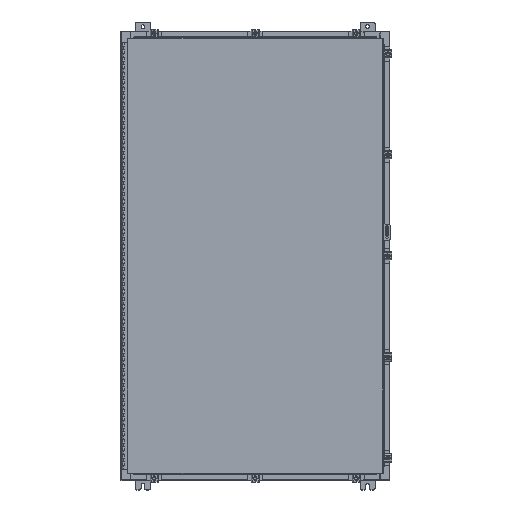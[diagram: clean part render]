
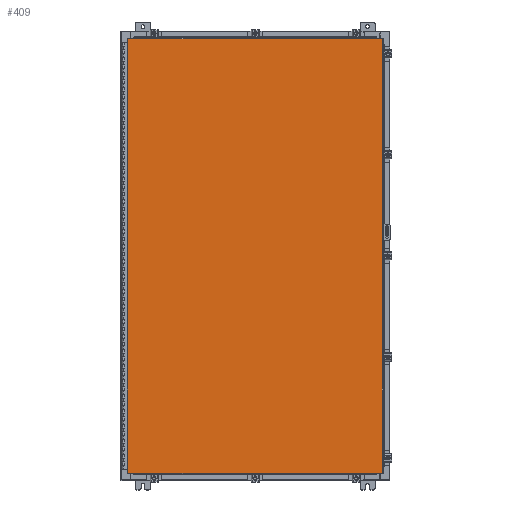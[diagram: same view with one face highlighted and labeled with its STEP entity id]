
A CAD part, top view. The second image highlights one B-rep face of the part: STEP entity #409.
In plain terms, the highlighted planar face has unit normal (0, 0, 1).
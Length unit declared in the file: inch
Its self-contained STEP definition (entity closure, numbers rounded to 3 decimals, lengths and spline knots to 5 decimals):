
#403 = VECTOR ( 'NONE', #12833, 39.37008 ) ;
#409 = ADVANCED_FACE ( 'NONE', ( #11897 ), #21359, .F. ) ;
#988 = CARTESIAN_POINT ( 'NONE',  ( 16.9903, -29.0063, 0. ) ) ;
#1909 = LINE ( 'NONE', #37053, #403 ) ;
#1910 = AXIS2_PLACEMENT_3D ( 'NONE', #20847, #22173, #22594 ) ;
#2416 = VERTEX_POINT ( 'NONE', #37028 ) ;
#2711 = EDGE_CURVE ( 'NONE', #2416, #16152, #38317, .T. ) ;
#4378 = ORIENTED_EDGE ( 'NONE', *, *, #29459, .T. ) ;
#8164 = DIRECTION ( 'NONE',  ( 0., 1., 0. ) ) ;
#8672 = ORIENTED_EDGE ( 'NONE', *, *, #61879, .T. ) ;
#9454 = VECTOR ( 'NONE', #33738, 39.37008 ) ;
#10577 = ORIENTED_EDGE ( 'NONE', *, *, #52795, .T. ) ;
#11897 = FACE_OUTER_BOUND ( 'NONE', #26634, .T. ) ;
#12449 = VECTOR ( 'NONE', #17424, 39.37008 ) ;
#12833 = DIRECTION ( 'NONE',  ( 1., 0., 0. ) ) ;
#12842 = CARTESIAN_POINT ( 'NONE',  ( 16.9903, -29.0063, 0. ) ) ;
#16152 = VERTEX_POINT ( 'NONE', #44330 ) ;
#17343 = CARTESIAN_POINT ( 'NONE',  ( -16.9903, 29.0063, 0. ) ) ;
#17424 = DIRECTION ( 'NONE',  ( 0., -1., 0. ) ) ;
#20716 = VERTEX_POINT ( 'NONE', #62972 ) ;
#20847 = CARTESIAN_POINT ( 'NONE',  ( 0., 0., 0. ) ) ;
#21359 = PLANE ( 'NONE',  #1910 ) ;
#22173 = DIRECTION ( 'NONE',  ( 0., 0., -1. ) ) ;
#22594 = DIRECTION ( 'NONE',  ( -1., 0., 0. ) ) ;
#25032 = ORIENTED_EDGE ( 'NONE', *, *, #2711, .T. ) ;
#26634 = EDGE_LOOP ( 'NONE', ( #10577, #8672, #4378, #25032 ) ) ;
#29459 = EDGE_CURVE ( 'NONE', #20716, #2416, #48245, .T. ) ;
#33738 = DIRECTION ( 'NONE',  ( -1., 0., 0. ) ) ;
#34311 = VERTEX_POINT ( 'NONE', #988 ) ;
#37028 = CARTESIAN_POINT ( 'NONE',  ( -16.9903, 29.0063, 0. ) ) ;
#37053 = CARTESIAN_POINT ( 'NONE',  ( -16.9903, -29.0063, 0. ) ) ;
#38317 = LINE ( 'NONE', #17343, #12449 ) ;
#44330 = CARTESIAN_POINT ( 'NONE',  ( -16.9903, -29.0063, 0. ) ) ;
#46500 = VECTOR ( 'NONE', #8164, 39.37008 ) ;
#48245 = LINE ( 'NONE', #53377, #9454 ) ;
#52795 = EDGE_CURVE ( 'NONE', #16152, #34311, #1909, .T. ) ;
#53377 = CARTESIAN_POINT ( 'NONE',  ( 16.9903, 29.0063, 0. ) ) ;
#59437 = LINE ( 'NONE', #12842, #46500 ) ;
#61879 = EDGE_CURVE ( 'NONE', #34311, #20716, #59437, .T. ) ;
#62972 = CARTESIAN_POINT ( 'NONE',  ( 16.9903, 29.0063, 0. ) ) ;
